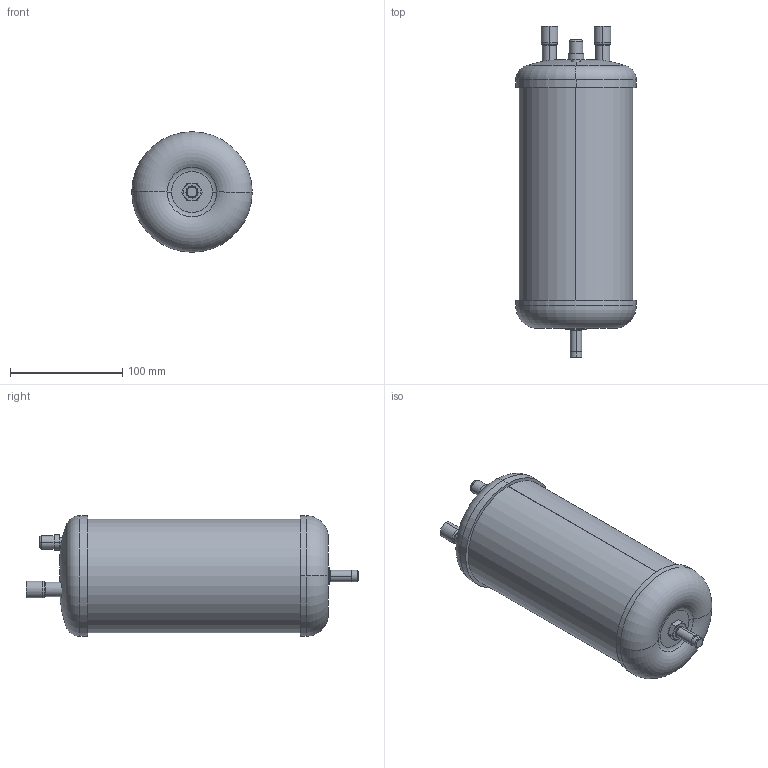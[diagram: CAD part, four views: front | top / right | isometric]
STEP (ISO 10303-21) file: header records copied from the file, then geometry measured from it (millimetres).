
FILE_DESCRIPTION((''),'2;1');
FILE_NAME('191U007610_ASM','2023-04-04T08:43:11',('U375483'),('DANFOSS COMMERCIAL COMPRESSOR'),'CREO PARAMETRIC BY PTC INC, 2022124','CREO PARAMETRIC BY PTC INC, 2022124','');
FILE_SCHEMA(('CONFIG_CONTROL_DESIGN'));
Length unit declared in the file: millimetre
Products named in the file (3): 191U007610; 193U0128; 191U007610_ASM
Assembly tree (2 placements, depth 2):
  191U007610_ASM
    191U007610
    193U0128
Bounding box: 107.6 x 296.4 x 107.6 mm (x, y, z)
Volume: 284419.8 mm3; surface area: 391835.4 mm2
Topology: 2 solids, 13 shells, 232 faces, 504 edges, 302 vertices
Faces by surface type: cylinder 88, plane 68, torus 50, bspline 14, cone 12
Entity records: 8397 total; most frequent: CARTESIAN_POINT 3191, DIRECTION 1184, ORIENTED_EDGE 960, AXIS2_PLACEMENT_3D 509, EDGE_CURVE 504, VERTEX_POINT 302, CIRCLE 284, EDGE_LOOP 262
